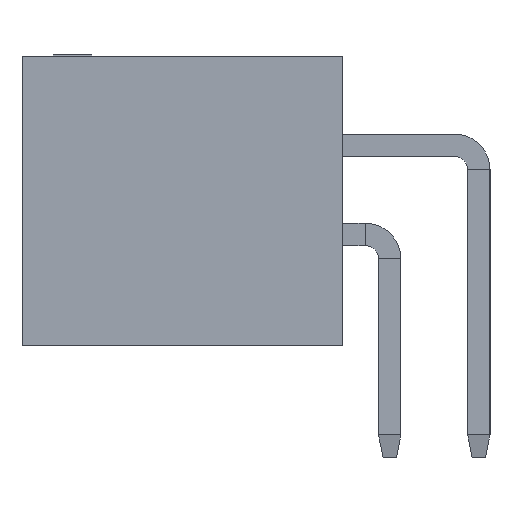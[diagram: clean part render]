
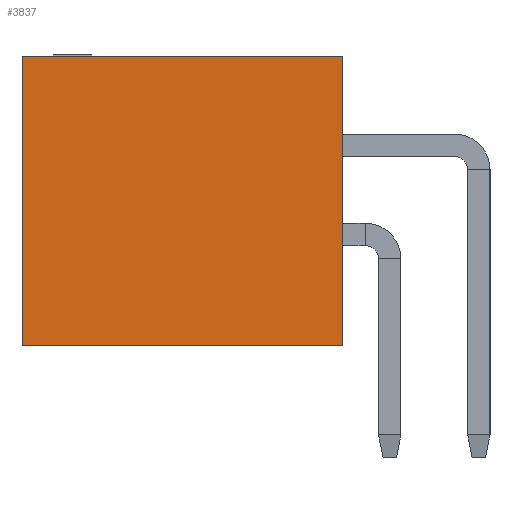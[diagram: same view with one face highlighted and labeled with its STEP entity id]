
A CAD part, left-side view. The second image highlights one B-rep face of the part: STEP entity #3837.
In plain terms, the highlighted planar face has unit normal (-1, 0, 0).
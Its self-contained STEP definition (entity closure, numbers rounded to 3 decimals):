
#2134=CARTESIAN_POINT('',(-11.25,3.6,-3.5));
#2135=VERTEX_POINT('',#2134);
#2145=CARTESIAN_POINT('',(-11.25,3.6,3.));
#2146=VERTEX_POINT('',#2145);
#2147=CARTESIAN_POINT('',(-11.25,3.6,-3.5));
#2148=CARTESIAN_POINT('',(-11.25,3.6,-2.2));
#2149=CARTESIAN_POINT('',(-11.25,3.6,-0.9));
#2150=CARTESIAN_POINT('',(-11.25,3.6,0.4));
#2151=CARTESIAN_POINT('',(-11.25,3.6,1.7));
#2152=CARTESIAN_POINT('',(-11.25,3.6,3.));
#2153=B_SPLINE_CURVE_WITH_KNOTS('',5,(#2147,#2148,#2149,#2150,#2151,#2152),.UNSPECIFIED.,.F.,.U.,(6,6),(0.,6.5),.UNSPECIFIED.);
#2154=EDGE_CURVE('',#2135,#2146,#2153,.T.);
#2362=CARTESIAN_POINT('',(-11.25,-3.6,3.));
#2363=VERTEX_POINT('',#2362);
#2364=CARTESIAN_POINT('',(-11.25,3.6,3.));
#2365=CARTESIAN_POINT('',(-11.25,2.16,3.));
#2366=CARTESIAN_POINT('',(-11.25,0.72,3.));
#2367=CARTESIAN_POINT('',(-11.25,-0.72,3.));
#2368=CARTESIAN_POINT('',(-11.25,-2.16,3.));
#2369=CARTESIAN_POINT('',(-11.25,-3.6,3.));
#2370=B_SPLINE_CURVE_WITH_KNOTS('',5,(#2364,#2365,#2366,#2367,#2368,#2369),.UNSPECIFIED.,.F.,.U.,(6,6),(0.,7.2),.UNSPECIFIED.);
#2371=EDGE_CURVE('',#2146,#2363,#2370,.T.);
#3808=CARTESIAN_POINT('',(-11.25,0.,-0.25));
#3809=DIRECTION('',(0.,0.,1.));
#3810=DIRECTION('',(-1.,0.,0.));
#3811=AXIS2_PLACEMENT_3D('',#3808,#3810,#3809);
#3812=PLANE('',#3811);
#3813=ORIENTED_EDGE('',*,*,#2371,.F.);
#3814=ORIENTED_EDGE('',*,*,#2154,.F.);
#3815=CARTESIAN_POINT('',(-11.25,-3.6,-3.5));
#3816=VERTEX_POINT('',#3815);
#3817=CARTESIAN_POINT('',(-11.25,3.6,-3.5));
#3818=CARTESIAN_POINT('',(-11.25,2.16,-3.5));
#3819=CARTESIAN_POINT('',(-11.25,0.72,-3.5));
#3820=CARTESIAN_POINT('',(-11.25,-0.72,-3.5));
#3821=CARTESIAN_POINT('',(-11.25,-2.16,-3.5));
#3822=CARTESIAN_POINT('',(-11.25,-3.6,-3.5));
#3823=B_SPLINE_CURVE_WITH_KNOTS('',5,(#3817,#3818,#3819,#3820,#3821,#3822),.UNSPECIFIED.,.F.,.U.,(6,6),(0.,7.2),.UNSPECIFIED.);
#3824=EDGE_CURVE('',#2135,#3816,#3823,.T.);
#3825=ORIENTED_EDGE('',*,*,#3824,.T.);
#3826=CARTESIAN_POINT('',(-11.25,-3.6,-3.5));
#3827=CARTESIAN_POINT('',(-11.25,-3.6,-2.2));
#3828=CARTESIAN_POINT('',(-11.25,-3.6,-0.9));
#3829=CARTESIAN_POINT('',(-11.25,-3.6,0.4));
#3830=CARTESIAN_POINT('',(-11.25,-3.6,1.7));
#3831=CARTESIAN_POINT('',(-11.25,-3.6,3.));
#3832=B_SPLINE_CURVE_WITH_KNOTS('',5,(#3826,#3827,#3828,#3829,#3830,#3831),.UNSPECIFIED.,.F.,.U.,(6,6),(0.,6.5),.UNSPECIFIED.);
#3833=EDGE_CURVE('',#3816,#2363,#3832,.T.);
#3834=ORIENTED_EDGE('',*,*,#3833,.T.);
#3835=EDGE_LOOP('',(#3813,#3814,#3825,#3834));
#3836=FACE_OUTER_BOUND('',#3835,.T.);
#3837=ADVANCED_FACE('',(#3836),#3812,.T.);
